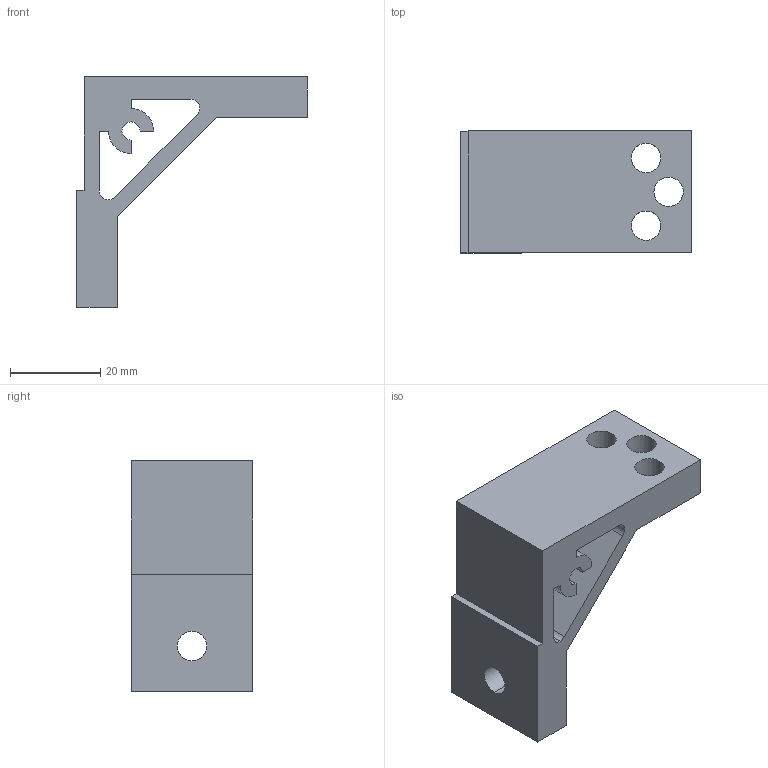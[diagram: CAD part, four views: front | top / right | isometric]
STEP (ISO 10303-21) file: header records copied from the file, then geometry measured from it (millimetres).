
FILE_DESCRIPTION (( 'STEP AP214' ), '1' );
FILE_NAME ('CMLTJA-M6-01.STEP', '2018-10-03T08:28:42', ( '' ), ( '' ), 'SwSTEP 2.0', 'SolidWorks 2018', '' );
FILE_SCHEMA (( 'AUTOMOTIVE_DESIGN' ));
Length unit declared in the file: millimetre
Products named in the file (1): CMLTJA-M6-01
Bounding box: 51 x 27 x 51 mm (x, y, z)
Volume: 20778.5 mm3; surface area: 9870.2 mm2
Topology: 1 solids, 1 shells, 33 faces, 93 edges, 62 vertices
Faces by surface type: plane 18, cylinder 15
Entity records: 1131 total; most frequent: DIRECTION 191, CARTESIAN_POINT 189, ORIENTED_EDGE 186, EDGE_CURVE 93, AXIS2_PLACEMENT_3D 64, LINE 63, VECTOR 63, VERTEX_POINT 62
